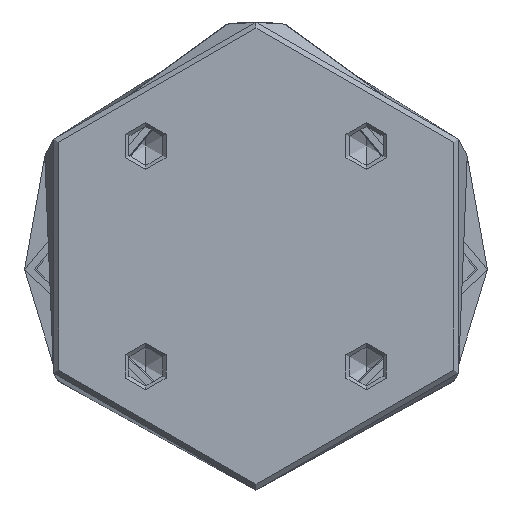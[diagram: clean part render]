
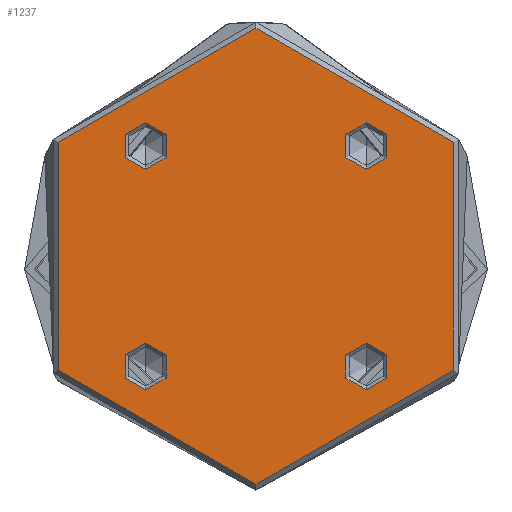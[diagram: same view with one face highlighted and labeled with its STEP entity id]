
A CAD part, front view. The second image highlights one B-rep face of the part: STEP entity #1237.
In plain terms, the highlighted face is planar.
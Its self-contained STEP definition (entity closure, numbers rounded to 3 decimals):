
#192 = AXIS2_PLACEMENT_3D ( 'NONE', #4426, #551, #5085 ) ;
#396 = DIRECTION ( 'NONE',  ( 0., 0., 1. ) ) ;
#468 = EDGE_CURVE ( 'NONE', #1953, #6333, #1973, .T. ) ;
#494 = DIRECTION ( 'NONE',  ( 1., 0., 0. ) ) ;
#501 = DIRECTION ( 'NONE',  ( -1., 0., 0. ) ) ;
#515 = CARTESIAN_POINT ( 'NONE',  ( 22.284, 28.284, 0. ) ) ;
#551 = DIRECTION ( 'NONE',  ( 0., 0., 1. ) ) ;
#559 = CARTESIAN_POINT ( 'NONE',  ( -28.284, -28.284, 0. ) ) ;
#641 = AXIS2_PLACEMENT_3D ( 'NONE', #1904, #6311, #2544 ) ;
#647 = CARTESIAN_POINT ( 'NONE',  ( 28.284, 28.284, 0. ) ) ;
#678 = DIRECTION ( 'NONE',  ( 0., 0., -1. ) ) ;
#762 = DIRECTION ( 'NONE',  ( 0., 0., 1. ) ) ;
#949 = CARTESIAN_POINT ( 'NONE',  ( 34.284, 28.284, 0. ) ) ;
#976 = AXIS2_PLACEMENT_3D ( 'NONE', #8072, #4370, #494 ) ;
#1237 = ADVANCED_FACE ( 'NONE', ( #1767, #8018, #4765, #6598, #6387 ), #2734, .F. ) ;
#1263 = VERTEX_POINT ( 'NONE', #2625 ) ;
#1325 = DIRECTION ( 'NONE',  ( 1., 0., 0. ) ) ;
#1377 = CARTESIAN_POINT ( 'NONE',  ( -34.284, -28.284, 0. ) ) ;
#1409 = ORIENTED_EDGE ( 'NONE', *, *, #468, .F. ) ;
#1528 = AXIS2_PLACEMENT_3D ( 'NONE', #1794, #1763, #1733 ) ;
#1668 = EDGE_CURVE ( 'NONE', #2992, #2966, #6880, .T. ) ;
#1711 = EDGE_CURVE ( 'NONE', #7758, #1789, #6682, .T. ) ;
#1733 = DIRECTION ( 'NONE',  ( 1., 0., 0. ) ) ;
#1763 = DIRECTION ( 'NONE',  ( 0., 0., 1. ) ) ;
#1767 = FACE_BOUND ( 'NONE', #6567, .T. ) ;
#1789 = VERTEX_POINT ( 'NONE', #949 ) ;
#1794 = CARTESIAN_POINT ( 'NONE',  ( 28.284, 28.284, 0. ) ) ;
#1817 = AXIS2_PLACEMENT_3D ( 'NONE', #4564, #678, #5212 ) ;
#1851 = VERTEX_POINT ( 'NONE', #2362 ) ;
#1904 = CARTESIAN_POINT ( 'NONE',  ( 0., 0., 0. ) ) ;
#1953 = VERTEX_POINT ( 'NONE', #1377 ) ;
#1963 = AXIS2_PLACEMENT_3D ( 'NONE', #5261, #4240, #4212 ) ;
#1973 = CIRCLE ( 'NONE', #5980, 6. ) ;
#2362 = CARTESIAN_POINT ( 'NONE',  ( 58.5, 0., 0. ) ) ;
#2544 = DIRECTION ( 'NONE',  ( 1., 0., 0. ) ) ;
#2625 = CARTESIAN_POINT ( 'NONE',  ( 22.284, -28.284, 0. ) ) ;
#2683 = DIRECTION ( 'NONE',  ( -1., 0., 0. ) ) ;
#2734 = PLANE ( 'NONE',  #7884 ) ;
#2791 = EDGE_CURVE ( 'NONE', #1263, #7733, #4826, .T. ) ;
#2859 = CIRCLE ( 'NONE', #641, 58.5 ) ;
#2966 = VERTEX_POINT ( 'NONE', #4624 ) ;
#2992 = VERTEX_POINT ( 'NONE', #7173 ) ;
#3120 = CARTESIAN_POINT ( 'NONE',  ( 34.284, -28.284, 0. ) ) ;
#3288 = DIRECTION ( 'NONE',  ( 0., 0., -1. ) ) ;
#3324 = EDGE_CURVE ( 'NONE', #2966, #2992, #3707, .T. ) ;
#3523 = CIRCLE ( 'NONE', #8056, 6. ) ;
#3707 = CIRCLE ( 'NONE', #1817, 6. ) ;
#3779 = DIRECTION ( 'NONE',  ( 0., 0., -1. ) ) ;
#3896 = EDGE_CURVE ( 'NONE', #1789, #7758, #7736, .T. ) ;
#4017 = ORIENTED_EDGE ( 'NONE', *, *, #5902, .F. ) ;
#4212 = DIRECTION ( 'NONE',  ( -1., 0., 0. ) ) ;
#4240 = DIRECTION ( 'NONE',  ( 0., 0., -1. ) ) ;
#4242 = ORIENTED_EDGE ( 'NONE', *, *, #3324, .T. ) ;
#4250 = EDGE_LOOP ( 'NONE', ( #4242, #4326 ) ) ;
#4285 = CARTESIAN_POINT ( 'NONE',  ( -28.284, -28.284, 0. ) ) ;
#4326 = ORIENTED_EDGE ( 'NONE', *, *, #1668, .T. ) ;
#4370 = DIRECTION ( 'NONE',  ( 0., 0., -1. ) ) ;
#4426 = CARTESIAN_POINT ( 'NONE',  ( 0., 0., 0. ) ) ;
#4541 = CIRCLE ( 'NONE', #192, 58.5 ) ;
#4564 = CARTESIAN_POINT ( 'NONE',  ( -28.284, 28.284, 0. ) ) ;
#4597 = EDGE_CURVE ( 'NONE', #1851, #6799, #4541, .T. ) ;
#4606 = EDGE_CURVE ( 'NONE', #6799, #1851, #2859, .T. ) ;
#4624 = CARTESIAN_POINT ( 'NONE',  ( -34.284, 28.284, 0. ) ) ;
#4630 = CARTESIAN_POINT ( 'NONE',  ( -58.5, 0., 0. ) ) ;
#4655 = EDGE_LOOP ( 'NONE', ( #5736, #6382 ) ) ;
#4765 = FACE_BOUND ( 'NONE', #6707, .T. ) ;
#4826 = CIRCLE ( 'NONE', #976, 6. ) ;
#4827 = CARTESIAN_POINT ( 'NONE',  ( 0., 0., 0. ) ) ;
#4935 = DIRECTION ( 'NONE',  ( -1., 0., 0. ) ) ;
#5080 = CIRCLE ( 'NONE', #7113, 6. ) ;
#5085 = DIRECTION ( 'NONE',  ( 1., 0., 0. ) ) ;
#5173 = DIRECTION ( 'NONE',  ( 0., 0., 1. ) ) ;
#5212 = DIRECTION ( 'NONE',  ( -1., 0., 0. ) ) ;
#5261 = CARTESIAN_POINT ( 'NONE',  ( -28.284, 28.284, 0. ) ) ;
#5294 = ORIENTED_EDGE ( 'NONE', *, *, #4606, .T. ) ;
#5440 = ORIENTED_EDGE ( 'NONE', *, *, #7762, .T. ) ;
#5660 = CARTESIAN_POINT ( 'NONE',  ( -22.284, -28.284, 0. ) ) ;
#5736 = ORIENTED_EDGE ( 'NONE', *, *, #3896, .F. ) ;
#5902 = EDGE_CURVE ( 'NONE', #6333, #1953, #3523, .T. ) ;
#5980 = AXIS2_PLACEMENT_3D ( 'NONE', #559, #762, #501 ) ;
#6200 = ORIENTED_EDGE ( 'NONE', *, *, #4597, .T. ) ;
#6311 = DIRECTION ( 'NONE',  ( 0., 0., 1. ) ) ;
#6319 = ORIENTED_EDGE ( 'NONE', *, *, #2791, .T. ) ;
#6333 = VERTEX_POINT ( 'NONE', #5660 ) ;
#6382 = ORIENTED_EDGE ( 'NONE', *, *, #1711, .F. ) ;
#6387 = FACE_OUTER_BOUND ( 'NONE', #7630, .T. ) ;
#6567 = EDGE_LOOP ( 'NONE', ( #1409, #4017 ) ) ;
#6598 = FACE_BOUND ( 'NONE', #4655, .T. ) ;
#6682 = CIRCLE ( 'NONE', #1528, 6. ) ;
#6707 = EDGE_LOOP ( 'NONE', ( #5440, #6319 ) ) ;
#6799 = VERTEX_POINT ( 'NONE', #4630 ) ;
#6880 = CIRCLE ( 'NONE', #1963, 6. ) ;
#7113 = AXIS2_PLACEMENT_3D ( 'NONE', #7522, #3779, #8113 ) ;
#7173 = CARTESIAN_POINT ( 'NONE',  ( -22.284, 28.284, 0. ) ) ;
#7522 = CARTESIAN_POINT ( 'NONE',  ( 28.284, -28.284, 0. ) ) ;
#7630 = EDGE_LOOP ( 'NONE', ( #5294, #6200 ) ) ;
#7733 = VERTEX_POINT ( 'NONE', #3120 ) ;
#7736 = CIRCLE ( 'NONE', #7801, 6. ) ;
#7758 = VERTEX_POINT ( 'NONE', #515 ) ;
#7762 = EDGE_CURVE ( 'NONE', #7733, #1263, #5080, .T. ) ;
#7801 = AXIS2_PLACEMENT_3D ( 'NONE', #647, #5173, #1325 ) ;
#7884 = AXIS2_PLACEMENT_3D ( 'NONE', #4827, #3288, #2683 ) ;
#8018 = FACE_BOUND ( 'NONE', #4250, .T. ) ;
#8056 = AXIS2_PLACEMENT_3D ( 'NONE', #4285, #396, #4935 ) ;
#8072 = CARTESIAN_POINT ( 'NONE',  ( 28.284, -28.284, 0. ) ) ;
#8113 = DIRECTION ( 'NONE',  ( 1., 0., 0. ) ) ;
